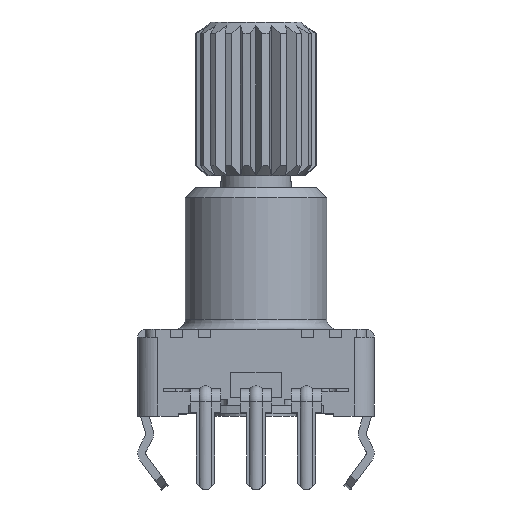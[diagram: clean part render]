
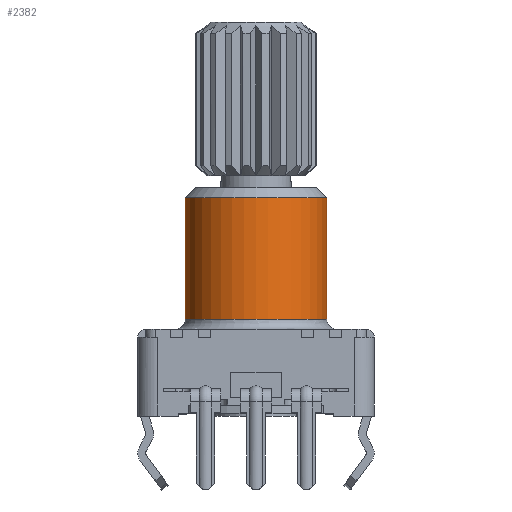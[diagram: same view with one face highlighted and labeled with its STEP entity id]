
A CAD part, front view. The second image highlights one B-rep face of the part: STEP entity #2382.
In plain terms, the highlighted cylindrical face has radius 3.5 mm (diameter 7 mm), a partial arc.
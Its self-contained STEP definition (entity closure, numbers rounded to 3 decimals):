
#428 = CARTESIAN_POINT ( 'NONE',  ( -3.5, 0., 4.8 ) ) ;
#488 = AXIS2_PLACEMENT_3D ( 'NONE', #5673, #23937, #5390 ) ;
#1486 = CIRCLE ( 'NONE', #24258, 3.5 ) ;
#2382 = ADVANCED_FACE ( 'NONE', ( #7110 ), #26535, .T. ) ;
#3974 = ORIENTED_EDGE ( 'NONE', *, *, #9646, .F. ) ;
#4059 = DIRECTION ( 'NONE',  ( -1., 0., 0. ) ) ;
#4247 = CIRCLE ( 'NONE', #488, 3.5 ) ;
#4867 = DIRECTION ( 'NONE',  ( 0., 0., -1. ) ) ;
#5390 = DIRECTION ( 'NONE',  ( -1., 0., 0. ) ) ;
#5673 = CARTESIAN_POINT ( 'NONE',  ( 0., 0., 4.8 ) ) ;
#7110 = FACE_OUTER_BOUND ( 'NONE', #20363, .T. ) ;
#7179 = CARTESIAN_POINT ( 'NONE',  ( 0., 0., 11.3 ) ) ;
#7273 = DIRECTION ( 'NONE',  ( 0., 0., -1. ) ) ;
#8159 = VERTEX_POINT ( 'NONE', #24355 ) ;
#8926 = CARTESIAN_POINT ( 'NONE',  ( -3.5, 0., 10.8 ) ) ;
#9123 = VERTEX_POINT ( 'NONE', #428 ) ;
#9452 = ORIENTED_EDGE ( 'NONE', *, *, #24641, .T. ) ;
#9646 = EDGE_CURVE ( 'NONE', #9806, #8159, #1486, .T. ) ;
#9806 = VERTEX_POINT ( 'NONE', #8926 ) ;
#9967 = CARTESIAN_POINT ( 'NONE',  ( -3.5, 0., 11.3 ) ) ;
#10561 = CARTESIAN_POINT ( 'NONE',  ( 0., 0., 10.8 ) ) ;
#11230 = DIRECTION ( 'NONE',  ( -1., 0., 0. ) ) ;
#11328 = AXIS2_PLACEMENT_3D ( 'NONE', #7179, #7273, #11230 ) ;
#12048 = LINE ( 'NONE', #9967, #23681 ) ;
#12791 = VECTOR ( 'NONE', #4867, 1000. ) ;
#14457 = DIRECTION ( 'NONE',  ( 0., 0., -1. ) ) ;
#14859 = ORIENTED_EDGE ( 'NONE', *, *, #21774, .T. ) ;
#16434 = DIRECTION ( 'NONE',  ( 0., 0., 1. ) ) ;
#16590 = ORIENTED_EDGE ( 'NONE', *, *, #19625, .F. ) ;
#16696 = LINE ( 'NONE', #25823, #12791 ) ;
#18893 = CARTESIAN_POINT ( 'NONE',  ( 3.5, 0., 4.8 ) ) ;
#19625 = EDGE_CURVE ( 'NONE', #8159, #26343, #16696, .T. ) ;
#20363 = EDGE_LOOP ( 'NONE', ( #16590, #3974, #9452, #14859 ) ) ;
#21774 = EDGE_CURVE ( 'NONE', #9123, #26343, #4247, .T. ) ;
#23681 = VECTOR ( 'NONE', #14457, 1000. ) ;
#23937 = DIRECTION ( 'NONE',  ( 0., 0., 1. ) ) ;
#24258 = AXIS2_PLACEMENT_3D ( 'NONE', #10561, #16434, #4059 ) ;
#24355 = CARTESIAN_POINT ( 'NONE',  ( 3.5, 0., 10.8 ) ) ;
#24641 = EDGE_CURVE ( 'NONE', #9806, #9123, #12048, .T. ) ;
#25823 = CARTESIAN_POINT ( 'NONE',  ( 3.5, 0., 11.3 ) ) ;
#26343 = VERTEX_POINT ( 'NONE', #18893 ) ;
#26535 = CYLINDRICAL_SURFACE ( 'NONE', #11328, 3.5 ) ;
